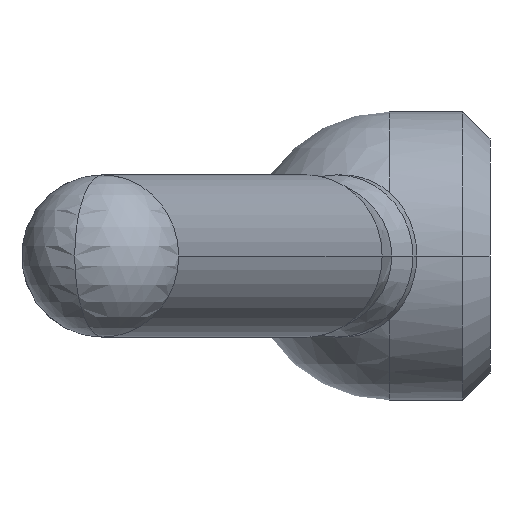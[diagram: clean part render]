
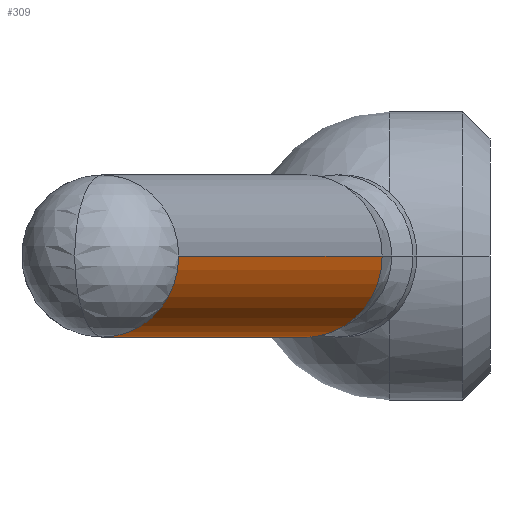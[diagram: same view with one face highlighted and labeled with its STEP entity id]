
A CAD part, left-side view. The second image highlights one B-rep face of the part: STEP entity #309.
In plain terms, the highlighted cylindrical face has radius 9 mm (diameter 18 mm), a partial arc.
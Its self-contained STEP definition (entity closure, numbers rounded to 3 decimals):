
#169=VERTEX_POINT('',#473);
#173=VERTEX_POINT('',#477);
#177=EDGE_CURVE('',#235,#169,#481,.T.);
#227=EDGE_CURVE('',#169,#173,#539,.T.);
#235=VERTEX_POINT('',#547);
#273=EDGE_CURVE('',#287,#429,#587,.T.);
#287=VERTEX_POINT('',#602);
#309=ADVANCED_FACE('',(#627),#628,.T.);
#425=EDGE_CURVE('',#235,#429,#759,.T.);
#429=VERTEX_POINT('',#763);
#451=EDGE_CURVE('',#173,#287,#788,.T.);
#473=CARTESIAN_POINT('',(-82.422,51.457,0.));
#477=CARTESIAN_POINT('',(-85.5,43.0,-9.));
#481=LINE('',#810,#811);
#539=CIRCLE('',#881,9.0);
#547=CARTESIAN_POINT('',(-20.411,28.887,0.));
#587=LINE('',#1000,#1001);
#602=CARTESIAN_POINT('',(-88.578,34.543,0.));
#627=FACE_OUTER_BOUND('',#1053,.T.);
#628=CYLINDRICAL_SURFACE('',#1054,9.0);
#759=CIRCLE('',#1308,9.);
#763=CARTESIAN_POINT('',(-26.567,11.973,0.));
#788=CIRCLE('',#1393,9.0);
#810=CARTESIAN_POINT('',(-51.416,40.172,0.));
#811=VECTOR('',#1406,1.0);
#881=AXIS2_PLACEMENT_3D('',#1484,#1485,#1486);
#1000=CARTESIAN_POINT('',(-57.573,23.258,0.));
#1001=VECTOR('',#1533,1.0);
#1053=EDGE_LOOP('',(#1578,#1579,#1580,#1581,#1582));
#1054=AXIS2_PLACEMENT_3D('',#1583,#1584,#1585);
#1308=AXIS2_PLACEMENT_3D('',#1748,#1749,#1750);
#1393=AXIS2_PLACEMENT_3D('',#1794,#1795,#1796);
#1406=DIRECTION('',(-0.94,0.342,0.));
#1484=CARTESIAN_POINT('',(-85.5,43.0,0.));
#1485=DIRECTION('',(-0.94,0.342,0.));
#1486=DIRECTION('',(0.342,0.94,0.));
#1533=DIRECTION('',(0.94,-0.342,0.));
#1578=ORIENTED_EDGE('',*,*,#177,.F.);
#1579=ORIENTED_EDGE('',*,*,#425,.T.);
#1580=ORIENTED_EDGE('',*,*,#273,.F.);
#1581=ORIENTED_EDGE('',*,*,#451,.F.);
#1582=ORIENTED_EDGE('',*,*,#227,.F.);
#1583=CARTESIAN_POINT('',(-54.495,31.715,0.));
#1584=DIRECTION('',(0.94,-0.342,0.));
#1585=DIRECTION('',(0.342,0.94,0.));
#1748=CARTESIAN_POINT('',(-23.489,20.43,0.));
#1749=DIRECTION('',(-0.94,0.342,0.));
#1750=DIRECTION('',(0.342,0.94,0.));
#1794=CARTESIAN_POINT('',(-85.5,43.0,0.));
#1795=DIRECTION('',(-0.94,0.342,0.));
#1796=DIRECTION('',(0.342,0.94,0.));
